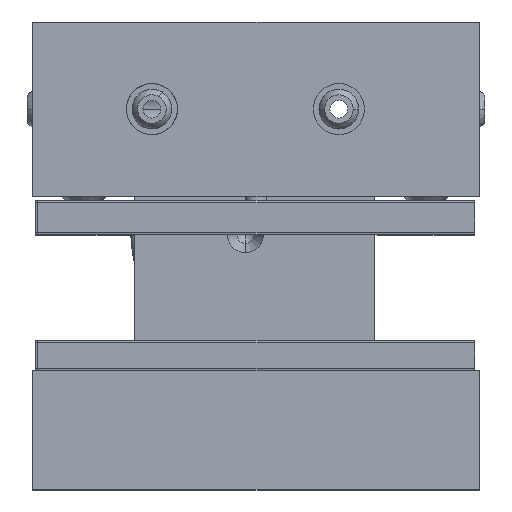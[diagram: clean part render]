
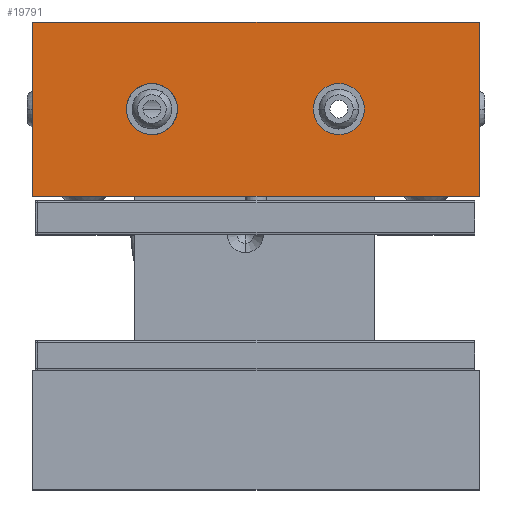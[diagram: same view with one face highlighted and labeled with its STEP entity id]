
A CAD part, top view. The second image highlights one B-rep face of the part: STEP entity #19791.
In plain terms, the highlighted planar face has unit normal (0, 0, 1).
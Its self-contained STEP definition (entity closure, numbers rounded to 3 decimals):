
#660 = DIRECTION ( 'NONE',  ( 0., 0., 1. ) ) ;
#673 = EDGE_CURVE ( 'NONE', #10579, #20042, #16238, .T. ) ;
#1070 = ORIENTED_EDGE ( 'NONE', *, *, #8730, .F. ) ;
#1521 = CARTESIAN_POINT ( 'NONE',  ( -28.541, 46.52, 107.997 ) ) ;
#1931 = AXIS2_PLACEMENT_3D ( 'NONE', #24120, #15524, #22130 ) ;
#1942 = EDGE_LOOP ( 'NONE', ( #11169, #1070 ) ) ;
#2069 = CARTESIAN_POINT ( 'NONE',  ( -62.541, 67.02, 107.997 ) ) ;
#4039 = FACE_BOUND ( 'NONE', #7225, .T. ) ;
#5774 = DIRECTION ( 'NONE',  ( 0., 0., 1. ) ) ;
#7020 = VERTEX_POINT ( 'NONE', #25934 ) ;
#7039 = DIRECTION ( 'NONE',  ( 1., 0., 0. ) ) ;
#7096 = LINE ( 'NONE', #8410, #15628 ) ;
#7225 = EDGE_LOOP ( 'NONE', ( #17701, #11962 ) ) ;
#7770 = ORIENTED_EDGE ( 'NONE', *, *, #18525, .T. ) ;
#7861 = DIRECTION ( 'NONE',  ( 0., 0., 1. ) ) ;
#8410 = CARTESIAN_POINT ( 'NONE',  ( 42.459, 67.02, 107.997 ) ) ;
#8477 = EDGE_CURVE ( 'NONE', #9105, #7020, #12179, .T. ) ;
#8604 = CIRCLE ( 'NONE', #28090, 6. ) ;
#8730 = EDGE_CURVE ( 'NONE', #13617, #23898, #13180, .T. ) ;
#9105 = VERTEX_POINT ( 'NONE', #24584 ) ;
#9169 = CARTESIAN_POINT ( 'NONE',  ( -62.541, 26.02, 107.997 ) ) ;
#10181 = VERTEX_POINT ( 'NONE', #12686 ) ;
#10579 = VERTEX_POINT ( 'NONE', #24208 ) ;
#10584 = EDGE_CURVE ( 'NONE', #23898, #13617, #22488, .T. ) ;
#11169 = ORIENTED_EDGE ( 'NONE', *, *, #10584, .F. ) ;
#11573 = DIRECTION ( 'NONE',  ( 1., 0., 0. ) ) ;
#11623 = VERTEX_POINT ( 'NONE', #18748 ) ;
#11962 = ORIENTED_EDGE ( 'NONE', *, *, #23539, .F. ) ;
#11994 = LINE ( 'NONE', #9169, #23984 ) ;
#12179 = CIRCLE ( 'NONE', #19259, 6. ) ;
#12259 = DIRECTION ( 'NONE',  ( 1., 0., 0. ) ) ;
#12686 = CARTESIAN_POINT ( 'NONE',  ( -62.541, 26.02, 107.997 ) ) ;
#12711 = LINE ( 'NONE', #18134, #18544 ) ;
#12811 = DIRECTION ( 'NONE',  ( 0., 1., 0. ) ) ;
#13180 = CIRCLE ( 'NONE', #17259, 6. ) ;
#13529 = DIRECTION ( 'NONE',  ( 0., 0., 1. ) ) ;
#13617 = VERTEX_POINT ( 'NONE', #15787 ) ;
#15524 = DIRECTION ( 'NONE',  ( 0., 0., 1. ) ) ;
#15628 = VECTOR ( 'NONE', #12811, 1000. ) ;
#15723 = DIRECTION ( 'NONE',  ( 1., 0., 0. ) ) ;
#15787 = CARTESIAN_POINT ( 'NONE',  ( -40.541, 46.52, 107.997 ) ) ;
#15925 = DIRECTION ( 'NONE',  ( 0., -1., 0. ) ) ;
#16238 = LINE ( 'NONE', #20622, #24101 ) ;
#17259 = AXIS2_PLACEMENT_3D ( 'NONE', #27786, #7861, #12259 ) ;
#17346 = FACE_OUTER_BOUND ( 'NONE', #17991, .T. ) ;
#17701 = ORIENTED_EDGE ( 'NONE', *, *, #8477, .F. ) ;
#17991 = EDGE_LOOP ( 'NONE', ( #26240, #7770, #19434, #24270 ) ) ;
#18134 = CARTESIAN_POINT ( 'NONE',  ( -62.541, 67.02, 107.997 ) ) ;
#18525 = EDGE_CURVE ( 'NONE', #11623, #10579, #7096, .T. ) ;
#18544 = VECTOR ( 'NONE', #15925, 1000. ) ;
#18748 = CARTESIAN_POINT ( 'NONE',  ( 42.459, 26.02, 107.997 ) ) ;
#18798 = DIRECTION ( 'NONE',  ( -1., 0., 0. ) ) ;
#19259 = AXIS2_PLACEMENT_3D ( 'NONE', #22322, #660, #15723 ) ;
#19434 = ORIENTED_EDGE ( 'NONE', *, *, #673, .T. ) ;
#19791 = ADVANCED_FACE ( 'NONE', ( #4039, #24488, #17346 ), #23089, .T. ) ;
#20042 = VERTEX_POINT ( 'NONE', #2069 ) ;
#20054 = CARTESIAN_POINT ( 'NONE',  ( 9.459, 46.52, 107.997 ) ) ;
#20622 = CARTESIAN_POINT ( 'NONE',  ( -62.541, 67.02, 107.997 ) ) ;
#22130 = DIRECTION ( 'NONE',  ( 1., 0., 0. ) ) ;
#22322 = CARTESIAN_POINT ( 'NONE',  ( 9.459, 46.52, 107.997 ) ) ;
#22488 = CIRCLE ( 'NONE', #1931, 6. ) ;
#23089 = PLANE ( 'NONE',  #26924 ) ;
#23539 = EDGE_CURVE ( 'NONE', #7020, #9105, #8604, .T. ) ;
#23647 = EDGE_CURVE ( 'NONE', #20042, #10181, #12711, .T. ) ;
#23898 = VERTEX_POINT ( 'NONE', #1521 ) ;
#23984 = VECTOR ( 'NONE', #11573, 1000. ) ;
#24101 = VECTOR ( 'NONE', #18798, 1000. ) ;
#24120 = CARTESIAN_POINT ( 'NONE',  ( -34.541, 46.52, 107.997 ) ) ;
#24208 = CARTESIAN_POINT ( 'NONE',  ( 42.459, 67.02, 107.997 ) ) ;
#24270 = ORIENTED_EDGE ( 'NONE', *, *, #23647, .T. ) ;
#24463 = EDGE_CURVE ( 'NONE', #10181, #11623, #11994, .T. ) ;
#24488 = FACE_BOUND ( 'NONE', #1942, .T. ) ;
#24584 = CARTESIAN_POINT ( 'NONE',  ( 15.459, 46.52, 107.997 ) ) ;
#25263 = CARTESIAN_POINT ( 'NONE',  ( -62.541, -42.98, 107.997 ) ) ;
#25934 = CARTESIAN_POINT ( 'NONE',  ( 3.459, 46.52, 107.997 ) ) ;
#26240 = ORIENTED_EDGE ( 'NONE', *, *, #24463, .T. ) ;
#26924 = AXIS2_PLACEMENT_3D ( 'NONE', #25263, #5774, #27520 ) ;
#27520 = DIRECTION ( 'NONE',  ( 1., 0., 0. ) ) ;
#27786 = CARTESIAN_POINT ( 'NONE',  ( -34.541, 46.52, 107.997 ) ) ;
#28090 = AXIS2_PLACEMENT_3D ( 'NONE', #20054, #13529, #7039 ) ;
